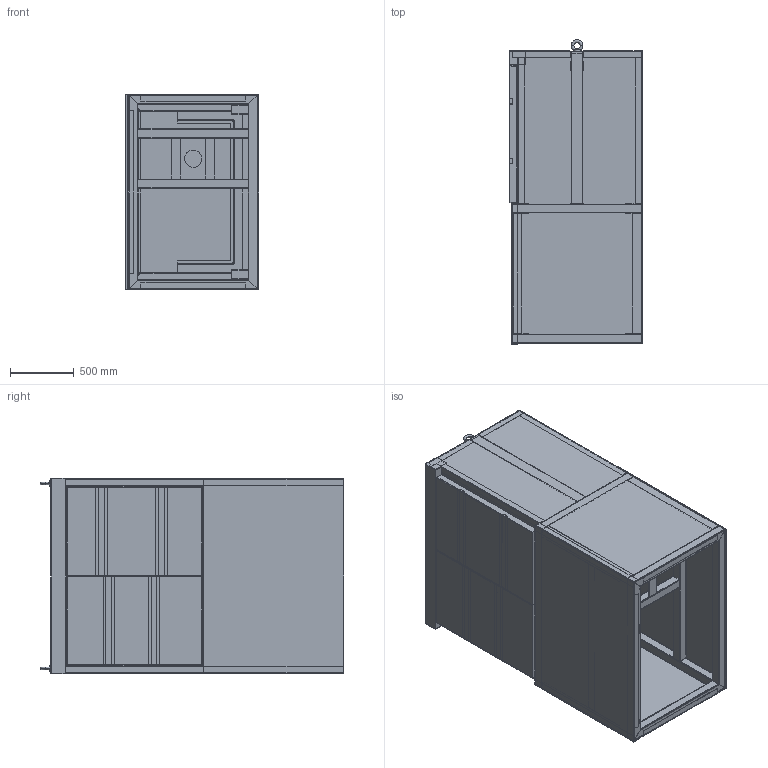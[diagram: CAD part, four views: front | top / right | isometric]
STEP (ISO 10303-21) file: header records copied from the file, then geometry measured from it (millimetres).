
FILE_DESCRIPTION(('FreeCAD Model'),'2;1');
FILE_NAME('Open CASCADE Shape Model','2025-05-09T05:25:52',('FreeCAD'),( 'FreeCAD'),'Open CASCADE STEP processor 7.6','FreeCAD','Unknown');
FILE_SCHEMA(('AUTOMOTIVE_DESIGN { 1 0 10303 214 1 1 1 1 }'));
Products named in the file (1): Open CASCADE STEP translator 7.6 1
Bounding box: 1045.4 x 2374.85 x 1530.13 mm (x, y, z)
Volume: 74804944.8 mm3; surface area: 61112323.8 mm2
Topology: 64 solids, 64 shells, 2372 faces, 6084 edges, 3836 vertices
Faces by surface type: bspline 2372
Entity records: 72959 total; most frequent: CARTESIAN_POINT 37132, ORIENTED_EDGE 12168, EDGE_CURVE 6084, B_SPLINE_CURVE_WITH_KNOTS 4310, VERTEX_POINT 3836, FACE_BOUND 2742, EDGE_LOOP 2742, ADVANCED_FACE 2372
